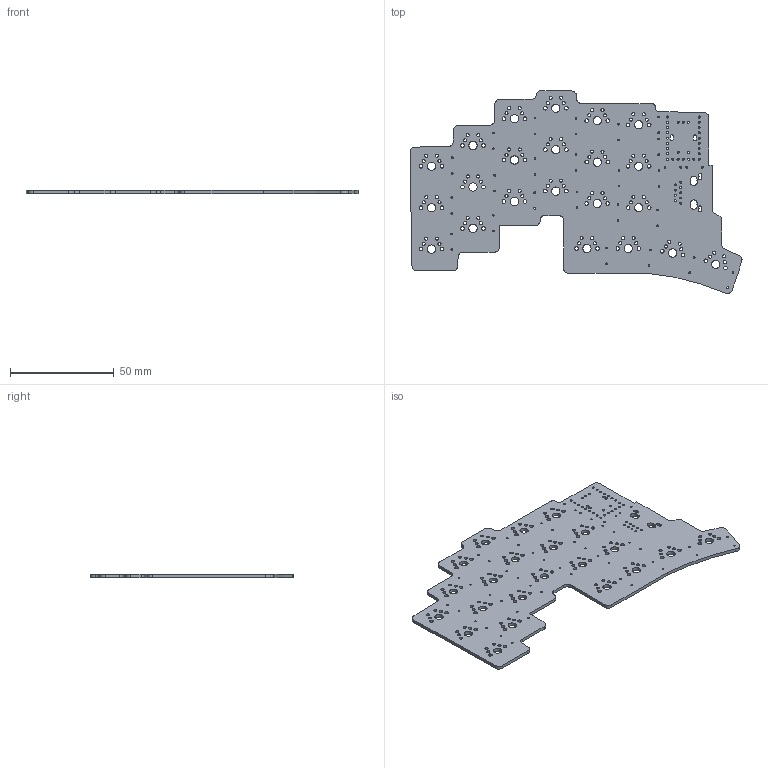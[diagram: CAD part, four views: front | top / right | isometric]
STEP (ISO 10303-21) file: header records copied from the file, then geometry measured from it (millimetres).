
FILE_DESCRIPTION(('KiCad electronic assembly'),'2;1');
FILE_NAME('Custom_KB_V1.step','2024-07-10T17:43:06',('Pcbnew'),('Kicad') ,'Open CASCADE STEP processor 7.8','KiCad to STEP converter','Unknown' );
FILE_SCHEMA(('AUTOMOTIVE_DESIGN { 1 0 10303 214 1 1 1 1 }'));
Length unit declared in the file: millimetre
Products named in the file (2): Custom_KB_V1 1; Custom_KB_V1_PCB
Assembly tree (1 placements, depth 2):
  Custom_KB_V1 1
    Custom_KB_V1_PCB
Bounding box: 160.29 x 97.92 x 1.6 mm (x, y, z)
Volume: 16090.2 mm3; surface area: 22923.6 mm2
Topology: 1 solids, 1 shells, 333 faces, 993 edges, 662 vertices
Faces by surface type: cylinder 297, plane 36
Full cylindrical faces by diameter (mm): 0.8 x50, 0.9 x2, 1 x28, 1.5 x88, 1.75 x44, 4 x22
Entity records: 12566 total; most frequent: DIRECTION 2257, CARTESIAN_POINT 1990, ORIENTED_EDGE 1986, EDGE_CURVE 993, AXIS2_PLACEMENT_3D 929, FACE_BOUND 827, EDGE_LOOP 827, VERTEX_POINT 662
